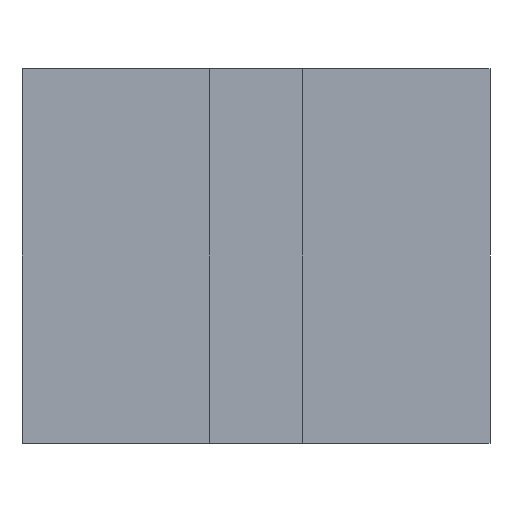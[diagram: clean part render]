
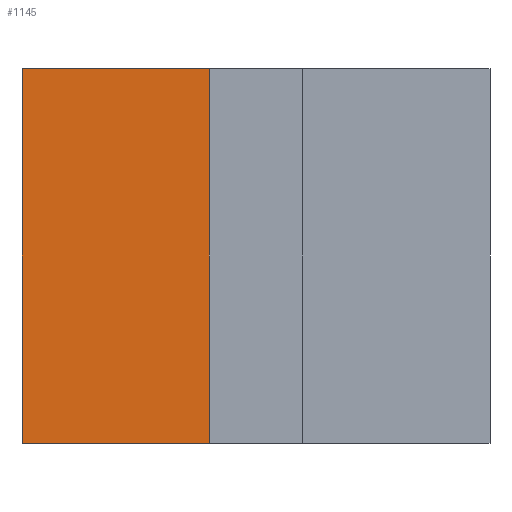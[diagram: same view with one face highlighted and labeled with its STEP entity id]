
A CAD part, front view. The second image highlights one B-rep face of the part: STEP entity #1145.
In plain terms, the highlighted planar face has unit normal (0, -1, 0).
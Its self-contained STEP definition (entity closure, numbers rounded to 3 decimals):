
#315 = VERTEX_POINT('',#316);
#316 = CARTESIAN_POINT('',(-0.625,-1.,1.));
#322 = EDGE_CURVE('',#315,#323,#325,.T.);
#323 = VERTEX_POINT('',#324);
#324 = CARTESIAN_POINT('',(-0.125,-1.,1.));
#325 = LINE('',#326,#327);
#326 = CARTESIAN_POINT('',(-0.625,-1.,1.));
#327 = VECTOR('',#328,1.);
#328 = DIRECTION('',(1.,0.,0.));
#673 = VERTEX_POINT('',#674);
#674 = CARTESIAN_POINT('',(-0.625,-1.,0.));
#680 = EDGE_CURVE('',#673,#681,#683,.T.);
#681 = VERTEX_POINT('',#682);
#682 = CARTESIAN_POINT('',(-0.125,-1.,0.));
#683 = LINE('',#684,#685);
#684 = CARTESIAN_POINT('',(-0.625,-1.,0.));
#685 = VECTOR('',#686,1.);
#686 = DIRECTION('',(1.,0.,0.));
#1113 = EDGE_CURVE('',#673,#315,#1114,.T.);
#1114 = LINE('',#1115,#1116);
#1115 = CARTESIAN_POINT('',(-0.625,-1.,0.));
#1116 = VECTOR('',#1117,1.);
#1117 = DIRECTION('',(0.,0.,1.));
#1145 = ADVANCED_FACE('',(#1146),#1157,.T.);
#1146 = FACE_BOUND('',#1147,.T.);
#1147 = EDGE_LOOP('',(#1148,#1149,#1150,#1151));
#1148 = ORIENTED_EDGE('',*,*,#322,.F.);
#1149 = ORIENTED_EDGE('',*,*,#1113,.F.);
#1150 = ORIENTED_EDGE('',*,*,#680,.T.);
#1151 = ORIENTED_EDGE('',*,*,#1152,.T.);
#1152 = EDGE_CURVE('',#681,#323,#1153,.T.);
#1153 = LINE('',#1154,#1155);
#1154 = CARTESIAN_POINT('',(-0.125,-1.,0.));
#1155 = VECTOR('',#1156,1.);
#1156 = DIRECTION('',(0.,0.,1.));
#1157 = PLANE('',#1158);
#1158 = AXIS2_PLACEMENT_3D('',#1159,#1160,#1161);
#1159 = CARTESIAN_POINT('',(-0.625,-1.,0.));
#1160 = DIRECTION('',(0.,-1.,0.));
#1161 = DIRECTION('',(0.,0.,1.));
